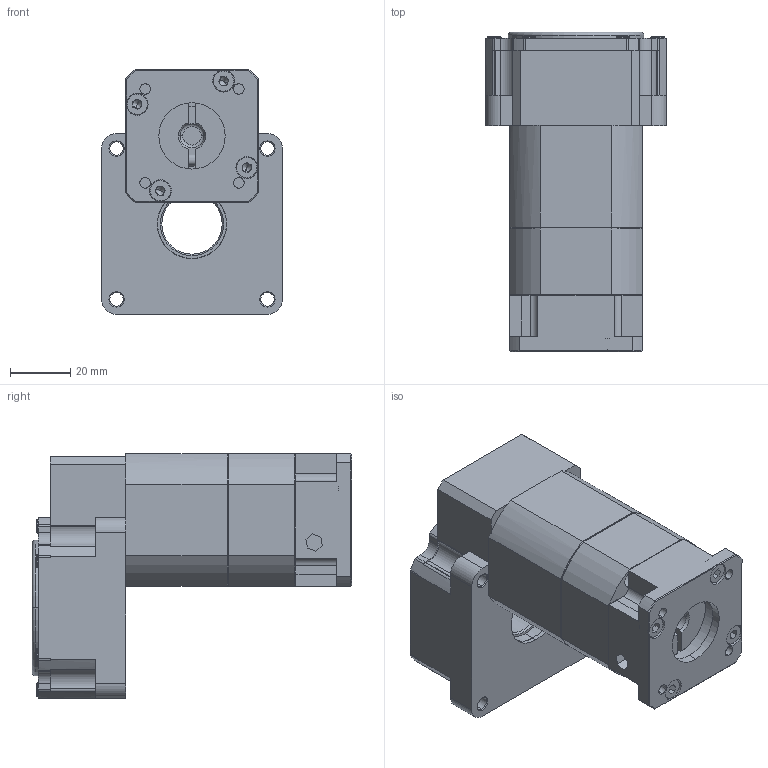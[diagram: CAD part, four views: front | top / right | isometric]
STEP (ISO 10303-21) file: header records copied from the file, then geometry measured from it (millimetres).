
FILE_DESCRIPTION (( 'STEP AP203' ), '1' );
FILE_NAME ('HLMT060-025-N17DB.step', '2019-10-29T00:09:33', ( 'JVL' ), ( '' ), 'SwSTEP 2.0', 'SolidWorks 2017', '' );
FILE_SCHEMA (( 'CONFIG_CONTROL_DESIGN' ));
Length unit declared in the file: millimetre
Products named in the file (1): HLMT060-025-N17DB
Bounding box: 60 x 106 x 81.2 mm (x, y, z)
Volume: 214908.2 mm3; surface area: 53372.1 mm2
Topology: 2 solids, 26 shells, 953 faces, 2306 edges, 1406 vertices
Faces by surface type: plane 385, cylinder 333, cone 203, torus 32
Entity records: 27846 total; most frequent: DIRECTION 5133, CARTESIAN_POINT 5057, ORIENTED_EDGE 4472, EDGE_CURVE 2236, AXIS2_PLACEMENT_3D 2004, VERTEX_POINT 1406, VECTOR 1125, LINE 1125
